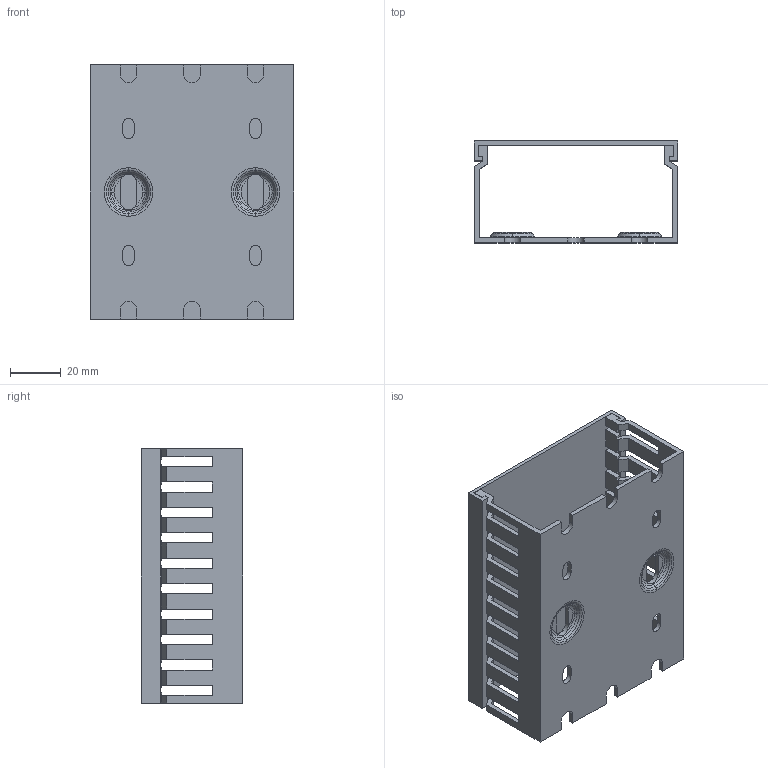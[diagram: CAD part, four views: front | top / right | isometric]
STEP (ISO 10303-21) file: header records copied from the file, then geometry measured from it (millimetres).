
FILE_DESCRIPTION((''),'2;1');
FILE_NAME('ASM0100_ASM','2021-04-01T',('marketing.praksa'),('Audax d.o.o.'),'CREO PARAMETRIC BY PTC INC, 2017480','CREO PARAMETRIC BY PTC INC, 2017480','');
FILE_SCHEMA(('AUTOMOTIVE_DESIGN { 1 0 10303 214 1 1 1 1 }'));
Products named in the file (7): B80X60__THIN-186492_1_1_2; PRT0164_1_1_2_3_4_1_1; PRT0164_1_1_2_3_4_2_1; PRT0164_1_1_2_3_4_3_1; BOT-PART_ASM; PRT0134; ASM0100_ASM
Assembly tree (6 placements, depth 3):
  ASM0100_ASM
    B80X60__THIN-186492_1_1_2
    BOT-PART_ASM
      PRT0164_1_1_2_3_4_1_1
      PRT0164_1_1_2_3_4_2_1
      PRT0164_1_1_2_3_4_3_1
    PRT0134
Bounding box: 80 x 40 x 100 mm (x, y, z)
Volume: 41435.6 mm3; surface area: 50786.8 mm2
Topology: 5 solids, 5 shells, 509 faces, 1461 edges, 965 vertices
Faces by surface type: plane 411, cylinder 56, torus 34, cone 8
Entity records: 25518 total; most frequent: CARTESIAN_POINT 3425, ORIENTED_EDGE 2922, DIRECTION 2600, PRESENTATION_STYLE_ASSIGNMENT 1975, STYLED_ITEM 1975, CURVE_STYLE 1461, EDGE_CURVE 1461, VECTOR 1114
